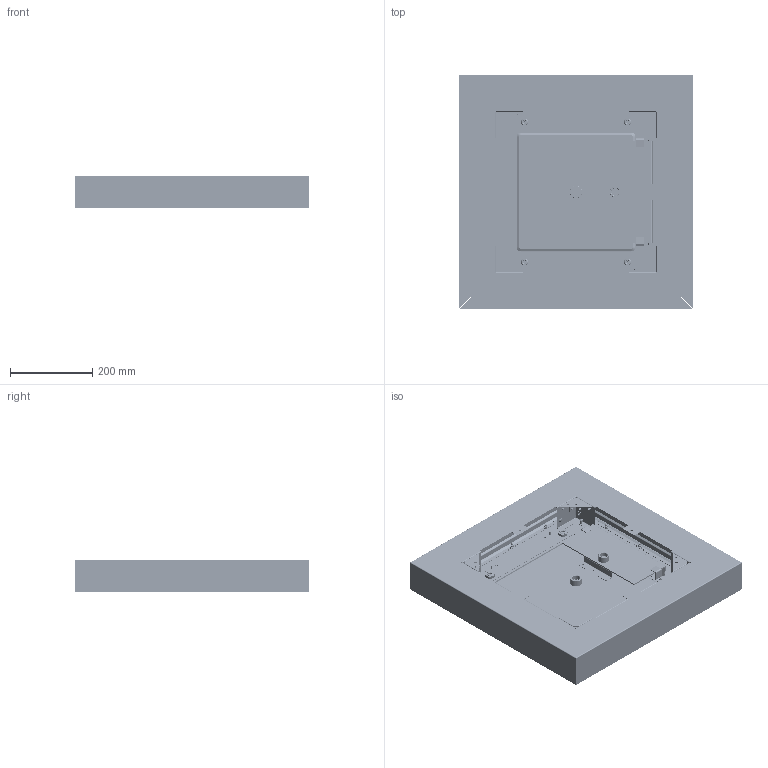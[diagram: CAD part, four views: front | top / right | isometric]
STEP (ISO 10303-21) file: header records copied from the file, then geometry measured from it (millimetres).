
FILE_DESCRIPTION(('STEP AP214'),'1');
FILE_NAME('Art.67133.stp','2023-06-12T05:35:59',(' '),(' '),'Spatial InterOp 3D',' ',' ');
FILE_SCHEMA(('AUTOMOTIVE_DESIGN { 1 0 10303 214 1 1 1 1 }'));
Length unit declared in the file: millimetre
Products named in the file (287): S.00340; ASSEM1; Art.67133; 22509; S.00317; 22129; 22002; S.00104; 22001; GrR; 21656; S.00207; S.00110; STRIPS1000RGB; Seg. Guaina; Seg. LED; STRIPS1000RGB L=425; 22213; T.RA063; 22000; 21723; 21999; 21192; 21313; A.00075; GrT.RA070 (Est); A.00081; A.00082; T.RA070; M.20702; M-20696; M-20697; T.RA003; M-20698; 21810; P.00100; T.RA141; 24273; M-1755; 22364
Assembly tree (479 placements, depth 5):
  Art.67133
    S.00340  x20
      ASSEM1
      (unnamed)
      (unnamed)
      (unnamed)
      (unnamed)
      (unnamed)
      (unnamed)
      (unnamed)
      (unnamed)
      S.00340
    22509  x4
    S.00317  x4
      ASSEM1
      S.00317
    22129
      S.00317  x4
        ASSEM1
        S.00317
      22002  x2
      S.00104  x4
        ASSEM1
        (unnamed)
        S.00104
      22001  x2
      GrR  x4
        S.00317
          ASSEM1
          S.00317
        21656
    S.00207  x16
      ASSEM1
      S.00207
    S.00110  x16
    STRIPS1000RGB L=425  x4
      STRIPS1000RGB
        ASSEM1
        (unnamed)
        (unnamed)
        Seg. Guaina
        Seg. LED
      22213
    T.RA063  x4
      ASSEM1
      T.RA063
    22000  x2
    21723  x4
      ASSEM1
      21723
    21999  x2
    21192  x2
    21313
    GrT.RA070 (Est)  x4
      A.00075
        ASSEM1
        A.00075
      A.00081
        ASSEM1
        A.00081
Bounding box: 570 x 570 x 80 mm (x, y, z)
Volume: 1511355.9 mm3; surface area: 2634422.1 mm2
Topology: 311 solids, 311 shells, 6512 faces, 16408 edges, 10788 vertices
Faces by surface type: plane 2599, cylinder 2201, torus 1235, sphere 240, cone 205, bspline 32
Full cylindrical faces by diameter (mm): 0.4 x20, 1 x4, 1.5 x104, 1.7 x100, 2.6 x24, 3 x108, 3.1 x100, 3.3 x116, 4 x20, 4.2 x4, 4.4 x16, 4.5 x4, 4.6 x20, 4.8 x24, 5 x210, 5.2 x52, 6 x16, 6.2 x40, 6.5 x4, 6.9 x4, 7 x8, 8.2 x4, 8.566 x4, 9.5 x4, 10 x104, 10.2 x4, 12 x16, 14 x2, 14.95 x4, 16.4 x2
Entity records: 70411 total; most frequent: DIRECTION 8430, CARTESIAN_POINT 7388, ORIENTED_EDGE 5862, AXIS2_PLACEMENT_3D 3429, EDGE_CURVE 2931, EDGE_LOOP 2248, VERTEX_POINT 2079, STYLED_ITEM 1622
